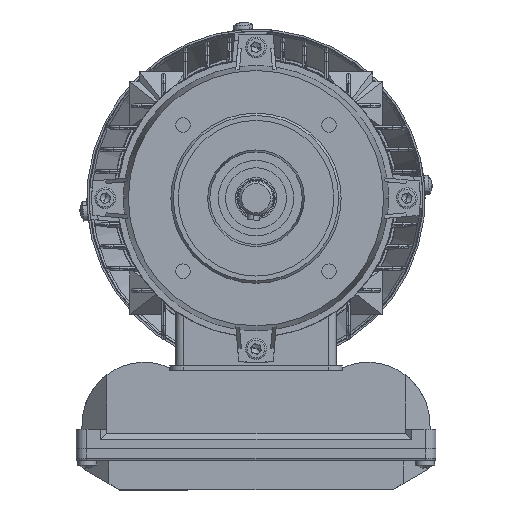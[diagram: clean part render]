
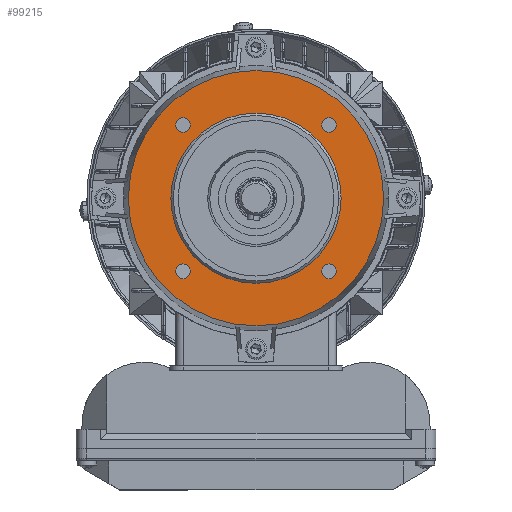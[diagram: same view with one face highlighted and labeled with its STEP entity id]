
A CAD part, front view. The second image highlights one B-rep face of the part: STEP entity #99215.
In plain terms, the highlighted face is planar.
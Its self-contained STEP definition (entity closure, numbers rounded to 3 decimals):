
#73103 = CARTESIAN_POINT ( 'NONE',  ( -27.052, 30.052, 31. ) ) ;
#73104 = DIRECTION ( 'NONE',  ( 1., 0., 0. ) ) ;
#73105 = DIRECTION ( 'NONE',  ( 0., 0., 1. ) ) ;
#73106 = CARTESIAN_POINT ( 'NONE',  ( -30.052, 30.052, 31. ) ) ;
#73107 = AXIS2_PLACEMENT_3D ( 'NONE', #73106, #73105, #73104 ) ;
#73108 = CIRCLE ( 'NONE', #73107, 3. ) ;
#73109 = CARTESIAN_POINT ( 'NONE',  ( -33.052, 30.052, 31. ) ) ;
#73123 = CIRCLE ( 'NONE', #73185, 3. ) ;
#73124 = CARTESIAN_POINT ( 'NONE',  ( 27.052, -30.052, 31. ) ) ;
#73181 = CARTESIAN_POINT ( 'NONE',  ( 33.052, -30.052, 31. ) ) ;
#73182 = DIRECTION ( 'NONE',  ( 1., 0., 0. ) ) ;
#73183 = DIRECTION ( 'NONE',  ( 0., 0., 1. ) ) ;
#73184 = CARTESIAN_POINT ( 'NONE',  ( 30.052, -30.052, 31. ) ) ;
#73185 = AXIS2_PLACEMENT_3D ( 'NONE', #73184, #73183, #73182 ) ;
#73204 = CARTESIAN_POINT ( 'NONE',  ( -27.052, -30.052, 31. ) ) ;
#73205 = DIRECTION ( 'NONE',  ( 1., 0., 0. ) ) ;
#73206 = DIRECTION ( 'NONE',  ( 0., 0., 1. ) ) ;
#73207 = CARTESIAN_POINT ( 'NONE',  ( -30.052, -30.052, 31. ) ) ;
#73208 = AXIS2_PLACEMENT_3D ( 'NONE', #73207, #73206, #73205 ) ;
#73209 = CIRCLE ( 'NONE', #73208, 3. ) ;
#73210 = CARTESIAN_POINT ( 'NONE',  ( -33.052, -30.052, 31. ) ) ;
#73299 = CARTESIAN_POINT ( 'NONE',  ( 33.052, 30.052, 31. ) ) ;
#73300 = DIRECTION ( 'NONE',  ( 1., 0., 0. ) ) ;
#73301 = DIRECTION ( 'NONE',  ( 0., 0., 1. ) ) ;
#73302 = CARTESIAN_POINT ( 'NONE',  ( 30.052, 30.052, 31. ) ) ;
#73303 = AXIS2_PLACEMENT_3D ( 'NONE', #73302, #73301, #73300 ) ;
#73304 = CIRCLE ( 'NONE', #73303, 3. ) ;
#73305 = CARTESIAN_POINT ( 'NONE',  ( 27.052, 30.052, 31. ) ) ;
#73800 = CARTESIAN_POINT ( 'NONE',  ( 52.5, 0., 31. ) ) ;
#73801 = CARTESIAN_POINT ( 'NONE',  ( -52.5, 0., 31. ) ) ;
#73802 = DIRECTION ( 'NONE',  ( -1., 0., 0. ) ) ;
#73803 = DIRECTION ( 'NONE',  ( 0., 0., -1. ) ) ;
#73804 = CARTESIAN_POINT ( 'NONE',  ( 0., 0., 31. ) ) ;
#73805 = AXIS2_PLACEMENT_3D ( 'NONE', #73804, #73803, #73802 ) ;
#73811 = CIRCLE ( 'NONE', #73805, 52.5 ) ;
#73885 = DIRECTION ( 'NONE',  ( -1., 0., 0. ) ) ;
#73886 = DIRECTION ( 'NONE',  ( 0., 0., -1. ) ) ;
#73887 = CARTESIAN_POINT ( 'NONE',  ( 0., 0., 31. ) ) ;
#73888 = AXIS2_PLACEMENT_3D ( 'NONE', #73887, #73886, #73885 ) ;
#73889 = CIRCLE ( 'NONE', #73888, 35. ) ;
#73890 = CARTESIAN_POINT ( 'NONE',  ( 35., 0., 31. ) ) ;
#73946 = CARTESIAN_POINT ( 'NONE',  ( -35., 0., 31. ) ) ;
#79190 = DIRECTION ( 'NONE',  ( 1., 0., 0. ) ) ;
#79191 = DIRECTION ( 'NONE',  ( 0., 0., 1. ) ) ;
#79192 = CARTESIAN_POINT ( 'NONE',  ( 30.052, -30.052, 31. ) ) ;
#79193 = AXIS2_PLACEMENT_3D ( 'NONE', #79192, #79191, #79190 ) ;
#79194 = CIRCLE ( 'NONE', #79193, 3. ) ;
#79195 = CARTESIAN_POINT ( 'NONE',  ( 0., 0., 31. ) ) ;
#79196 = DIRECTION ( 'NONE',  ( 1., 0., 0. ) ) ;
#79197 = DIRECTION ( 'NONE',  ( 0., 0., 1. ) ) ;
#79198 = CARTESIAN_POINT ( 'NONE',  ( -30.052, -30.052, 31. ) ) ;
#79199 = AXIS2_PLACEMENT_3D ( 'NONE', #79198, #79197, #79196 ) ;
#79200 = CIRCLE ( 'NONE', #79199, 3. ) ;
#79201 = DIRECTION ( 'NONE',  ( 1., 0., 0. ) ) ;
#79202 = DIRECTION ( 'NONE',  ( 0., 0., 1. ) ) ;
#79203 = CARTESIAN_POINT ( 'NONE',  ( -30.052, 30.052, 31. ) ) ;
#79204 = AXIS2_PLACEMENT_3D ( 'NONE', #79203, #79202, #79201 ) ;
#79205 = DIRECTION ( 'NONE',  ( 1., 0., 0. ) ) ;
#79206 = DIRECTION ( 'NONE',  ( 0., 0., 1. ) ) ;
#79207 = AXIS2_PLACEMENT_3D ( 'NONE', #79209, #79206, #79205 ) ;
#79208 = CIRCLE ( 'NONE', #79204, 3. ) ;
#79209 = CARTESIAN_POINT ( 'NONE',  ( -52.5, 0., 31. ) ) ;
#79210 = PLANE ( 'NONE',  #79207 ) ;
#79211 = FACE_BOUND ( 'NONE', #99342, .T. ) ;
#79212 = FACE_OUTER_BOUND ( 'NONE', #99337, .T. ) ;
#79213 = FACE_BOUND ( 'NONE', #99331, .T. ) ;
#79214 = FACE_BOUND ( 'NONE', #99225, .T. ) ;
#79215 = FACE_BOUND ( 'NONE', #99219, .T. ) ;
#79216 = FACE_BOUND ( 'NONE', #99253, .T. ) ;
#79250 = DIRECTION ( 'NONE',  ( -1., 0., 0. ) ) ;
#79251 = DIRECTION ( 'NONE',  ( 0., 0., -1. ) ) ;
#79252 = AXIS2_PLACEMENT_3D ( 'NONE', #79195, #79251, #79250 ) ;
#79253 = CIRCLE ( 'NONE', #79252, 35. ) ;
#79263 = DIRECTION ( 'NONE',  ( -1., 0., 0. ) ) ;
#79264 = DIRECTION ( 'NONE',  ( 0., 0., -1. ) ) ;
#79265 = CARTESIAN_POINT ( 'NONE',  ( 0., 0., 31. ) ) ;
#79266 = AXIS2_PLACEMENT_3D ( 'NONE', #79265, #79264, #79263 ) ;
#79267 = CIRCLE ( 'NONE', #79266, 52.5 ) ;
#79268 = DIRECTION ( 'NONE',  ( 1., 0., 0. ) ) ;
#79269 = DIRECTION ( 'NONE',  ( 0., 0., 1. ) ) ;
#79270 = CARTESIAN_POINT ( 'NONE',  ( 30.052, 30.052, 31. ) ) ;
#79271 = AXIS2_PLACEMENT_3D ( 'NONE', #79270, #79269, #79268 ) ;
#79272 = CIRCLE ( 'NONE', #79271, 3. ) ;
#93465 = VERTEX_POINT ( 'NONE', #73109 ) ;
#93467 = EDGE_CURVE ( 'NONE', #93465, #93468, #73108, .T. ) ;
#93468 = VERTEX_POINT ( 'NONE', #73103 ) ;
#93533 = VERTEX_POINT ( 'NONE', #73124 ) ;
#93535 = EDGE_CURVE ( 'NONE', #93533, #93536, #73123, .T. ) ;
#93536 = VERTEX_POINT ( 'NONE', #73181 ) ;
#93560 = VERTEX_POINT ( 'NONE', #73210 ) ;
#93563 = EDGE_CURVE ( 'NONE', #93560, #93565, #73209, .T. ) ;
#93565 = VERTEX_POINT ( 'NONE', #73204 ) ;
#93635 = VERTEX_POINT ( 'NONE', #73305 ) ;
#93637 = EDGE_CURVE ( 'NONE', #93635, #93638, #73304, .T. ) ;
#93638 = VERTEX_POINT ( 'NONE', #73299 ) ;
#94045 = EDGE_CURVE ( 'NONE', #94046, #94048, #73811, .T. ) ;
#94046 = VERTEX_POINT ( 'NONE', #73801 ) ;
#94048 = VERTEX_POINT ( 'NONE', #73800 ) ;
#94138 = VERTEX_POINT ( 'NONE', #73890 ) ;
#94141 = EDGE_CURVE ( 'NONE', #94142, #94138, #73889, .T. ) ;
#94142 = VERTEX_POINT ( 'NONE', #73946 ) ;
#99215 = ADVANCED_FACE ( 'NONE', ( #79216, #79215, #79214, #79213, #79212, #79211 ), #79210, .T. ) ;
#99216 = ORIENTED_EDGE ( 'NONE', *, *, #99217, .F. ) ;
#99217 = EDGE_CURVE ( 'NONE', #93468, #93465, #79208, .T. ) ;
#99218 = ORIENTED_EDGE ( 'NONE', *, *, #93467, .F. ) ;
#99219 = EDGE_LOOP ( 'NONE', ( #99221, #99223 ) ) ;
#99221 = ORIENTED_EDGE ( 'NONE', *, *, #99222, .F. ) ;
#99222 = EDGE_CURVE ( 'NONE', #93565, #93560, #79200, .T. ) ;
#99223 = ORIENTED_EDGE ( 'NONE', *, *, #93563, .F. ) ;
#99225 = EDGE_LOOP ( 'NONE', ( #99227, #99329 ) ) ;
#99227 = ORIENTED_EDGE ( 'NONE', *, *, #99228, .F. ) ;
#99228 = EDGE_CURVE ( 'NONE', #93536, #93533, #79194, .T. ) ;
#99237 = EDGE_CURVE ( 'NONE', #94138, #94142, #79253, .T. ) ;
#99253 = EDGE_LOOP ( 'NONE', ( #99216, #99218 ) ) ;
#99329 = ORIENTED_EDGE ( 'NONE', *, *, #93535, .F. ) ;
#99331 = EDGE_LOOP ( 'NONE', ( #99332, #99334 ) ) ;
#99332 = ORIENTED_EDGE ( 'NONE', *, *, #99333, .F. ) ;
#99333 = EDGE_CURVE ( 'NONE', #93638, #93635, #79272, .T. ) ;
#99334 = ORIENTED_EDGE ( 'NONE', *, *, #93637, .F. ) ;
#99337 = EDGE_LOOP ( 'NONE', ( #99339, #99340 ) ) ;
#99339 = ORIENTED_EDGE ( 'NONE', *, *, #94045, .F. ) ;
#99340 = ORIENTED_EDGE ( 'NONE', *, *, #99341, .F. ) ;
#99341 = EDGE_CURVE ( 'NONE', #94048, #94046, #79267, .T. ) ;
#99342 = EDGE_LOOP ( 'NONE', ( #99343, #99344 ) ) ;
#99343 = ORIENTED_EDGE ( 'NONE', *, *, #94141, .T. ) ;
#99344 = ORIENTED_EDGE ( 'NONE', *, *, #99237, .T. ) ;
